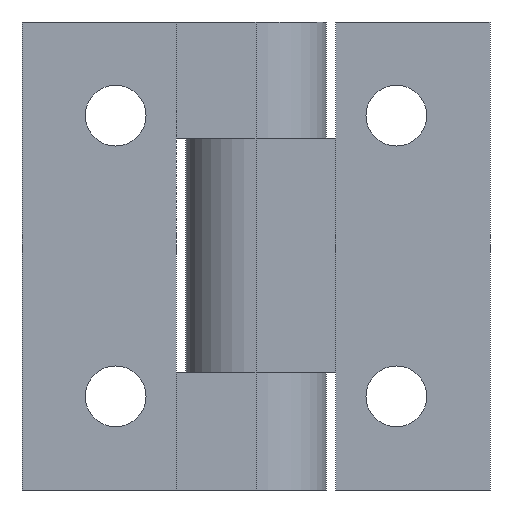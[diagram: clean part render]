
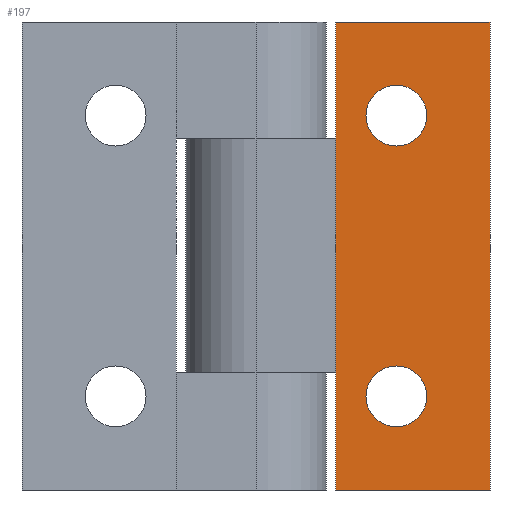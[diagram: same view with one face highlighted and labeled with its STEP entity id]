
A CAD part, front view. The second image highlights one B-rep face of the part: STEP entity #197.
In plain terms, the highlighted planar face has unit normal (0, -1, 0).
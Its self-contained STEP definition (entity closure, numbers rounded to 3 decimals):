
#197=ADVANCED_FACE('',(#471,#472,#473),#474,.T.);
#471=FACE_BOUND('',#838,.T.);
#472=FACE_BOUND('',#839,.T.);
#473=FACE_OUTER_BOUND('',#840,.T.);
#474=PLANE('',#841);
#838=EDGE_LOOP('',(#1353,#1354));
#839=EDGE_LOOP('',(#1355,#1356));
#840=EDGE_LOOP('',(#1357,#1358,#1359,#1360));
#841=AXIS2_PLACEMENT_3D('',#1361,#1362,#1363);
#1353=ORIENTED_EDGE('',*,*,#2103,.T.);
#1354=ORIENTED_EDGE('',*,*,#2113,.T.);
#1355=ORIENTED_EDGE('',*,*,#2090,.T.);
#1356=ORIENTED_EDGE('',*,*,#2120,.T.);
#1357=ORIENTED_EDGE('',*,*,#2150,.T.);
#1358=ORIENTED_EDGE('',*,*,#2158,.F.);
#1359=ORIENTED_EDGE('',*,*,#2179,.F.);
#1360=ORIENTED_EDGE('',*,*,#2176,.T.);
#1361=CARTESIAN_POINT('',(16.75,-8.,0.0));
#1362=DIRECTION('',(0.,-1.0,0.0));
#1363=DIRECTION('',(1.0,0.,-0.0));
#2090=EDGE_CURVE('',#2478,#2480,#2482,.T.);
#2103=EDGE_CURVE('',#2499,#2501,#2503,.T.);
#2113=EDGE_CURVE('',#2501,#2499,#2517,.T.);
#2120=EDGE_CURVE('',#2480,#2478,#2524,.T.);
#2150=EDGE_CURVE('',#2569,#2567,#2570,.T.);
#2158=EDGE_CURVE('',#2580,#2567,#2582,.T.);
#2176=EDGE_CURVE('',#2603,#2569,#2604,.T.);
#2179=EDGE_CURVE('',#2603,#2580,#2607,.T.);
#2478=VERTEX_POINT('',#3039);
#2480=VERTEX_POINT('',#3042);
#2482=CIRCLE('',#3045,3.25);
#2499=VERTEX_POINT('',#3066);
#2501=VERTEX_POINT('',#3069);
#2503=CIRCLE('',#3072,3.25);
#2517=CIRCLE('',#3088,3.25);
#2524=CIRCLE('',#3095,3.25);
#2567=VERTEX_POINT('',#3202);
#2569=VERTEX_POINT('',#3205);
#2570=LINE('',#3206,#3207);
#2580=VERTEX_POINT('',#3221);
#2582=LINE('',#3224,#3225);
#2603=VERTEX_POINT('',#3252);
#2604=LINE('',#3253,#3254);
#2607=LINE('',#3258,#3259);
#3039=CARTESIAN_POINT('',(11.75,-8.0,10.0));
#3042=CARTESIAN_POINT('',(18.25,-8.,10.0));
#3045=AXIS2_PLACEMENT_3D('',#3874,#3875,#3876);
#3066=CARTESIAN_POINT('',(11.75,-8.0,40.0));
#3069=CARTESIAN_POINT('',(18.25,-8.,40.0));
#3072=AXIS2_PLACEMENT_3D('',#3892,#3893,#3894);
#3088=AXIS2_PLACEMENT_3D('',#3909,#3910,#3911);
#3095=AXIS2_PLACEMENT_3D('',#3921,#3922,#3923);
#3202=CARTESIAN_POINT('',(8.5,-8.0,50.0));
#3205=CARTESIAN_POINT('',(25.0,-8.,50.0));
#3206=CARTESIAN_POINT('',(25.0,-8.,50.0));
#3207=VECTOR('',#3962,1.0);
#3221=CARTESIAN_POINT('',(8.5,-8.0,0.0));
#3224=CARTESIAN_POINT('',(8.5,-8.0,0.0));
#3225=VECTOR('',#3971,1.0);
#3252=CARTESIAN_POINT('',(25.0,-8.,0.0));
#3253=CARTESIAN_POINT('',(25.0,-8.,0.0));
#3254=VECTOR('',#3987,1.0);
#3258=CARTESIAN_POINT('',(25.0,-8.,0.0));
#3259=VECTOR('',#3989,1.0);
#3874=CARTESIAN_POINT('',(15.0,-8.,10.0));
#3875=DIRECTION('',(0.,1.0,-0.0));
#3876=DIRECTION('',(-1.0,0.,0.0));
#3892=CARTESIAN_POINT('',(15.0,-8.,40.0));
#3893=DIRECTION('',(0.,1.0,-0.0));
#3894=DIRECTION('',(-1.0,0.,0.0));
#3909=CARTESIAN_POINT('',(15.0,-8.,40.0));
#3910=DIRECTION('',(0.,1.0,-0.0));
#3911=DIRECTION('',(-1.0,0.,0.0));
#3921=CARTESIAN_POINT('',(15.0,-8.,10.0));
#3922=DIRECTION('',(0.,1.0,-0.0));
#3923=DIRECTION('',(-1.0,0.,0.0));
#3962=DIRECTION('',(-1.0,0.,0.0));
#3971=DIRECTION('',(0.0,0.0,1.0));
#3987=DIRECTION('',(0.0,0.0,1.0));
#3989=DIRECTION('',(-1.0,0.,0.0));
